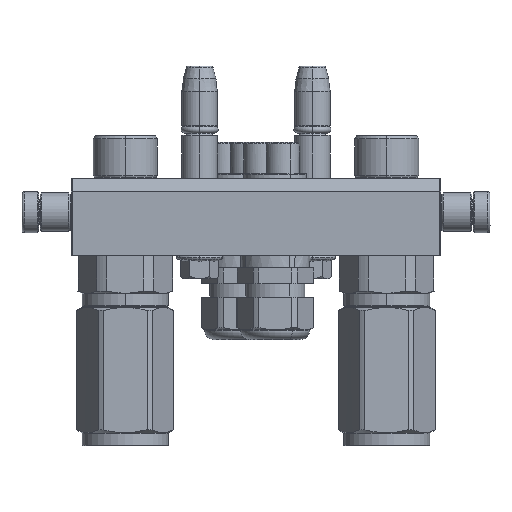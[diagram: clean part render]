
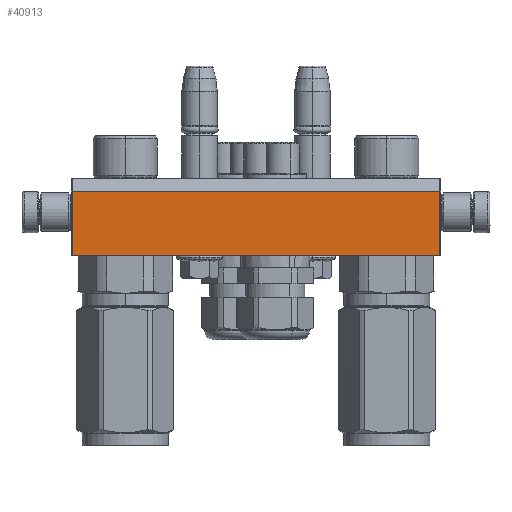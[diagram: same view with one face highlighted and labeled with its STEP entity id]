
A CAD part, left-side view. The second image highlights one B-rep face of the part: STEP entity #40913.
In plain terms, the highlighted face is planar.
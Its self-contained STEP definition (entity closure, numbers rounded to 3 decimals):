
#3257 = DIRECTION ( 'NONE',  ( -1., 0., 0. ) ) ;
#4589 = PLANE ( 'NONE',  #23195 ) ;
#6069 = DIRECTION ( 'NONE',  ( -1., 0., 0. ) ) ;
#6294 = CARTESIAN_POINT ( 'NONE',  ( 143.5, 5., -90. ) ) ;
#8001 = LINE ( 'NONE', #6294, #47178 ) ;
#8036 = VERTEX_POINT ( 'NONE', #23165 ) ;
#10750 = ORIENTED_EDGE ( 'NONE', *, *, #27215, .F. ) ;
#11296 = EDGE_LOOP ( 'NONE', ( #60125, #10750, #62821, #13687 ) ) ;
#12004 = VECTOR ( 'NONE', #22202, 1000. ) ;
#13216 = VERTEX_POINT ( 'NONE', #26061 ) ;
#13687 = ORIENTED_EDGE ( 'NONE', *, *, #16050, .T. ) ;
#14860 = VERTEX_POINT ( 'NONE', #39314 ) ;
#16050 = EDGE_CURVE ( 'NONE', #63203, #8036, #37046, .T. ) ;
#21024 = VECTOR ( 'NONE', #41420, 1000. ) ;
#22202 = DIRECTION ( 'NONE',  ( 0., 1., 0. ) ) ;
#23165 = CARTESIAN_POINT ( 'NONE',  ( 0.5, 30., -90. ) ) ;
#23195 = AXIS2_PLACEMENT_3D ( 'NONE', #40630, #30139, #30999 ) ;
#26061 = CARTESIAN_POINT ( 'NONE',  ( 143.5, 5., -90. ) ) ;
#27215 = EDGE_CURVE ( 'NONE', #13216, #14860, #54374, .T. ) ;
#28817 = CARTESIAN_POINT ( 'NONE',  ( 143.5, 30., -90. ) ) ;
#30139 = DIRECTION ( 'NONE',  ( 0., 0., -1. ) ) ;
#30999 = DIRECTION ( 'NONE',  ( -1., 0., 0. ) ) ;
#31955 = FACE_OUTER_BOUND ( 'NONE', #11296, .T. ) ;
#34577 = EDGE_CURVE ( 'NONE', #14860, #8036, #34597, .T. ) ;
#34597 = LINE ( 'NONE', #28817, #65676 ) ;
#37046 = LINE ( 'NONE', #57085, #21024 ) ;
#39314 = CARTESIAN_POINT ( 'NONE',  ( 143.5, 30., -90. ) ) ;
#40630 = CARTESIAN_POINT ( 'NONE',  ( 144., 0., -90. ) ) ;
#40913 = ADVANCED_FACE ( 'NONE', ( #31955 ), #4589, .T. ) ;
#41420 = DIRECTION ( 'NONE',  ( 0., 1., 0. ) ) ;
#47178 = VECTOR ( 'NONE', #6069, 1000. ) ;
#54374 = LINE ( 'NONE', #63512, #12004 ) ;
#57085 = CARTESIAN_POINT ( 'NONE',  ( 0.5, 5., -90. ) ) ;
#60125 = ORIENTED_EDGE ( 'NONE', *, *, #34577, .F. ) ;
#61611 = CARTESIAN_POINT ( 'NONE',  ( 0.5, 5., -90. ) ) ;
#62821 = ORIENTED_EDGE ( 'NONE', *, *, #64174, .T. ) ;
#63203 = VERTEX_POINT ( 'NONE', #61611 ) ;
#63512 = CARTESIAN_POINT ( 'NONE',  ( 143.5, 5., -90. ) ) ;
#64174 = EDGE_CURVE ( 'NONE', #13216, #63203, #8001, .T. ) ;
#65676 = VECTOR ( 'NONE', #3257, 1000. ) ;
